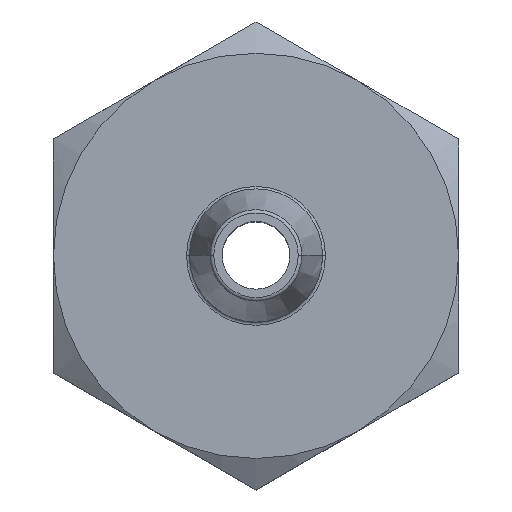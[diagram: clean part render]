
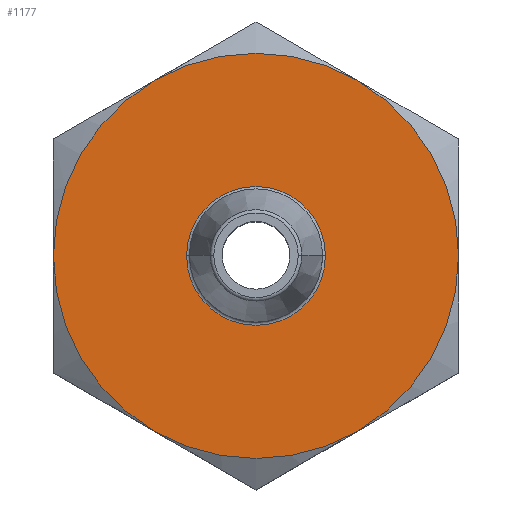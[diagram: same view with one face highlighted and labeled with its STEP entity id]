
A CAD part, top view. The second image highlights one B-rep face of the part: STEP entity #1177.
In plain terms, the highlighted planar face has unit normal (0, 0, 1).
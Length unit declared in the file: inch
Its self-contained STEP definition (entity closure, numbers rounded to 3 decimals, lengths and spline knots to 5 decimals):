
#133 = FACE_BOUND ( 'NONE', #392, .T. ) ;
#204 = VERTEX_POINT ( 'NONE', #2183 ) ;
#221 = DIRECTION ( 'NONE',  ( 0., 0., 1. ) ) ;
#286 = ORIENTED_EDGE ( 'NONE', *, *, #6396, .T. ) ;
#297 = VERTEX_POINT ( 'NONE', #421 ) ;
#392 = EDGE_LOOP ( 'NONE', ( #5518, #286 ) ) ;
#421 = CARTESIAN_POINT ( 'NONE',  ( 0.28125, 0., 0. ) ) ;
#676 = EDGE_LOOP ( 'NONE', ( #4517, #1957, #4883, #2588, #5273, #1218 ) ) ;
#713 = CARTESIAN_POINT ( 'NONE',  ( -0.28125, 0., 0. ) ) ;
#1177 = ADVANCED_FACE ( 'NONE', ( #133, #1226 ), #5295, .F. ) ;
#1215 = DIRECTION ( 'NONE',  ( 0., 0., -1. ) ) ;
#1218 = ORIENTED_EDGE ( 'NONE', *, *, #7118, .T. ) ;
#1226 = FACE_OUTER_BOUND ( 'NONE', #676, .T. ) ;
#1313 = CIRCLE ( 'NONE', #2161, 0.09636 ) ;
#1480 = CARTESIAN_POINT ( 'NONE',  ( -0.14062, -0.24357, 0. ) ) ;
#1648 = EDGE_CURVE ( 'NONE', #2770, #2057, #6123, .T. ) ;
#1658 = DIRECTION ( 'NONE',  ( 1., 0., 0. ) ) ;
#1735 = CARTESIAN_POINT ( 'NONE',  ( 0.14062, 0.24357, 0. ) ) ;
#1767 = AXIS2_PLACEMENT_3D ( 'NONE', #3137, #221, #7283 ) ;
#1957 = ORIENTED_EDGE ( 'NONE', *, *, #1648, .T. ) ;
#2013 = AXIS2_PLACEMENT_3D ( 'NONE', #3936, #2791, #6306 ) ;
#2057 = VERTEX_POINT ( 'NONE', #1480 ) ;
#2161 = AXIS2_PLACEMENT_3D ( 'NONE', #6949, #3411, #2775 ) ;
#2183 = CARTESIAN_POINT ( 'NONE',  ( 0.14063, -0.24357, 0. ) ) ;
#2292 = DIRECTION ( 'NONE',  ( 0., 0., 1. ) ) ;
#2513 = DIRECTION ( 'NONE',  ( 1., 0., 0. ) ) ;
#2588 = ORIENTED_EDGE ( 'NONE', *, *, #6538, .T. ) ;
#2592 = CIRCLE ( 'NONE', #2013, 0.09636 ) ;
#2770 = VERTEX_POINT ( 'NONE', #713 ) ;
#2775 = DIRECTION ( 'NONE',  ( -1., 0., 0. ) ) ;
#2791 = DIRECTION ( 'NONE',  ( 0., 0., -1. ) ) ;
#2936 = AXIS2_PLACEMENT_3D ( 'NONE', #4064, #2292, #1658 ) ;
#2948 = CIRCLE ( 'NONE', #4079, 0.28125 ) ;
#3081 = DIRECTION ( 'NONE',  ( 1., 0., 0. ) ) ;
#3137 = CARTESIAN_POINT ( 'NONE',  ( 0., 0., 0. ) ) ;
#3140 = CARTESIAN_POINT ( 'NONE',  ( 0., 0., 0. ) ) ;
#3167 = DIRECTION ( 'NONE',  ( 1., 0., 0. ) ) ;
#3177 = CARTESIAN_POINT ( 'NONE',  ( -0.09636, 0., 0. ) ) ;
#3255 = VERTEX_POINT ( 'NONE', #5019 ) ;
#3322 = CIRCLE ( 'NONE', #2936, 0.28125 ) ;
#3411 = DIRECTION ( 'NONE',  ( 0., 0., -1. ) ) ;
#3605 = CIRCLE ( 'NONE', #3640, 0.28125 ) ;
#3640 = AXIS2_PLACEMENT_3D ( 'NONE', #7253, #3701, #3081 ) ;
#3668 = EDGE_CURVE ( 'NONE', #2057, #204, #7201, .T. ) ;
#3701 = DIRECTION ( 'NONE',  ( 0., 0., 1. ) ) ;
#3936 = CARTESIAN_POINT ( 'NONE',  ( 0., 0., 0. ) ) ;
#3982 = AXIS2_PLACEMENT_3D ( 'NONE', #7590, #4059, #4086 ) ;
#4035 = EDGE_CURVE ( 'NONE', #4594, #6740, #1313, .T. ) ;
#4059 = DIRECTION ( 'NONE',  ( 0., 0., 1. ) ) ;
#4064 = CARTESIAN_POINT ( 'NONE',  ( 0., 0., 0. ) ) ;
#4079 = AXIS2_PLACEMENT_3D ( 'NONE', #3140, #6121, #3167 ) ;
#4086 = DIRECTION ( 'NONE',  ( 1., 0., 0. ) ) ;
#4218 = CARTESIAN_POINT ( 'NONE',  ( 0.09636, 0., 0. ) ) ;
#4517 = ORIENTED_EDGE ( 'NONE', *, *, #5538, .T. ) ;
#4562 = AXIS2_PLACEMENT_3D ( 'NONE', #6047, #4867, #2513 ) ;
#4594 = VERTEX_POINT ( 'NONE', #3177 ) ;
#4867 = DIRECTION ( 'NONE',  ( 0., 0., 1. ) ) ;
#4883 = ORIENTED_EDGE ( 'NONE', *, *, #3668, .T. ) ;
#4979 = EDGE_CURVE ( 'NONE', #297, #5000, #3322, .T. ) ;
#5000 = VERTEX_POINT ( 'NONE', #1735 ) ;
#5019 = CARTESIAN_POINT ( 'NONE',  ( -0.14062, 0.24357, 0. ) ) ;
#5273 = ORIENTED_EDGE ( 'NONE', *, *, #4979, .T. ) ;
#5295 = PLANE ( 'NONE',  #7621 ) ;
#5518 = ORIENTED_EDGE ( 'NONE', *, *, #4035, .T. ) ;
#5538 = EDGE_CURVE ( 'NONE', #3255, #2770, #3605, .T. ) ;
#6047 = CARTESIAN_POINT ( 'NONE',  ( 0., 0., 0. ) ) ;
#6121 = DIRECTION ( 'NONE',  ( 0., 0., 1. ) ) ;
#6123 = CIRCLE ( 'NONE', #4562, 0.28125 ) ;
#6306 = DIRECTION ( 'NONE',  ( -1., 0., 0. ) ) ;
#6375 = CIRCLE ( 'NONE', #3982, 0.28125 ) ;
#6396 = EDGE_CURVE ( 'NONE', #6740, #4594, #2592, .T. ) ;
#6522 = CARTESIAN_POINT ( 'NONE',  ( 0., 0.32476, 0. ) ) ;
#6538 = EDGE_CURVE ( 'NONE', #204, #297, #6375, .T. ) ;
#6740 = VERTEX_POINT ( 'NONE', #4218 ) ;
#6949 = CARTESIAN_POINT ( 'NONE',  ( 0., 0., 0. ) ) ;
#7074 = DIRECTION ( 'NONE',  ( -1., 0., 0. ) ) ;
#7118 = EDGE_CURVE ( 'NONE', #5000, #3255, #2948, .T. ) ;
#7201 = CIRCLE ( 'NONE', #1767, 0.28125 ) ;
#7253 = CARTESIAN_POINT ( 'NONE',  ( 0., 0., 0. ) ) ;
#7283 = DIRECTION ( 'NONE',  ( 1., 0., 0. ) ) ;
#7590 = CARTESIAN_POINT ( 'NONE',  ( 0., 0., 0. ) ) ;
#7621 = AXIS2_PLACEMENT_3D ( 'NONE', #6522, #1215, #7074 ) ;
